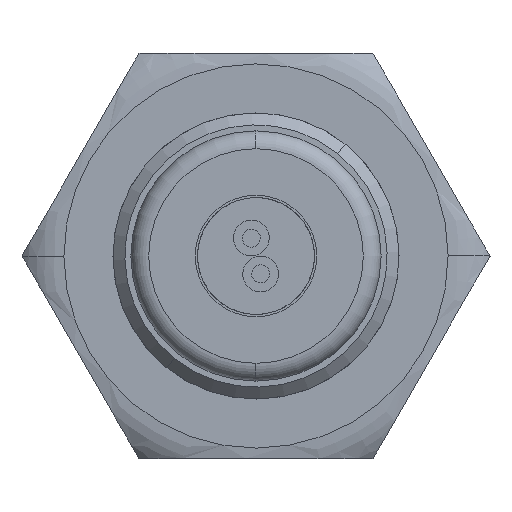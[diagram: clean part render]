
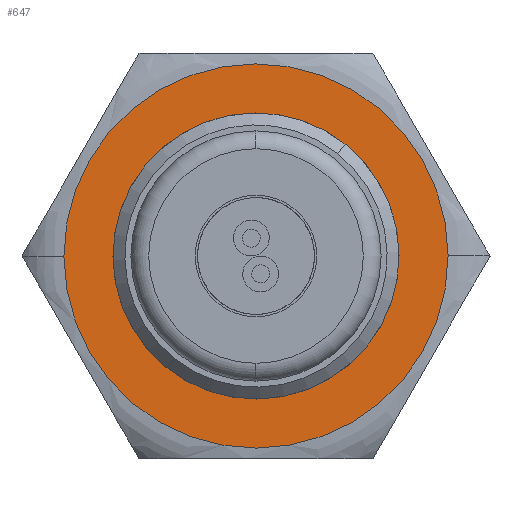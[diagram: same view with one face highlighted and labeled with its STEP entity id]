
A CAD part, front view. The second image highlights one B-rep face of the part: STEP entity #647.
In plain terms, the highlighted face is planar.
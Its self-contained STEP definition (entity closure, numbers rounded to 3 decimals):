
#11 = CARTESIAN_POINT ( 'NONE',  ( -6., 0., 2. ) ) ;
#189 = CIRCLE ( 'NONE', #1632, 8.058 ) ;
#208 = CARTESIAN_POINT ( 'NONE',  ( -8.058, 0., 2. ) ) ;
#243 = DIRECTION ( 'NONE',  ( -1., 0., 0. ) ) ;
#370 = DIRECTION ( 'NONE',  ( 0., 0., 1. ) ) ;
#424 = VERTEX_POINT ( 'NONE', #11 ) ;
#448 = FACE_OUTER_BOUND ( 'NONE', #738, .T. ) ;
#522 = DIRECTION ( 'NONE',  ( 1., 0., 0. ) ) ;
#567 = DIRECTION ( 'NONE',  ( 1., 0., 0. ) ) ;
#606 = CARTESIAN_POINT ( 'NONE',  ( 0., 0., 2. ) ) ;
#618 = EDGE_CURVE ( 'NONE', #940, #1792, #2481, .T. ) ;
#647 = ADVANCED_FACE ( 'NONE', ( #448, #1238 ), #1429, .F. ) ;
#738 = EDGE_LOOP ( 'NONE', ( #1618, #1526 ) ) ;
#759 = CARTESIAN_POINT ( 'NONE',  ( 0., 0., 2. ) ) ;
#856 = EDGE_CURVE ( 'NONE', #966, #424, #1031, .T. ) ;
#900 = EDGE_CURVE ( 'NONE', #1792, #940, #189, .T. ) ;
#924 = ORIENTED_EDGE ( 'NONE', *, *, #856, .F. ) ;
#940 = VERTEX_POINT ( 'NONE', #208 ) ;
#966 = VERTEX_POINT ( 'NONE', #1415 ) ;
#1031 = CIRCLE ( 'NONE', #1496, 6. ) ;
#1033 = DIRECTION ( 'NONE',  ( 1., 0., 0. ) ) ;
#1238 = FACE_BOUND ( 'NONE', #1287, .T. ) ;
#1240 = EDGE_CURVE ( 'NONE', #424, #966, #1455, .T. ) ;
#1287 = EDGE_LOOP ( 'NONE', ( #2325, #924 ) ) ;
#1415 = CARTESIAN_POINT ( 'NONE',  ( 6., 0., 2. ) ) ;
#1429 = PLANE ( 'NONE',  #1759 ) ;
#1455 = CIRCLE ( 'NONE', #2575, 6. ) ;
#1496 = AXIS2_PLACEMENT_3D ( 'NONE', #1582, #2399, #522 ) ;
#1516 = CARTESIAN_POINT ( 'NONE',  ( 8.058, 0., 2. ) ) ;
#1526 = ORIENTED_EDGE ( 'NONE', *, *, #618, .T. ) ;
#1568 = CARTESIAN_POINT ( 'NONE',  ( 0., 0., 2. ) ) ;
#1582 = CARTESIAN_POINT ( 'NONE',  ( 0., 0., 2. ) ) ;
#1618 = ORIENTED_EDGE ( 'NONE', *, *, #900, .T. ) ;
#1632 = AXIS2_PLACEMENT_3D ( 'NONE', #1568, #370, #1727 ) ;
#1727 = DIRECTION ( 'NONE',  ( 1., 0., 0. ) ) ;
#1759 = AXIS2_PLACEMENT_3D ( 'NONE', #606, #2056, #243 ) ;
#1792 = VERTEX_POINT ( 'NONE', #1516 ) ;
#2030 = CARTESIAN_POINT ( 'NONE',  ( 0., 0., 2. ) ) ;
#2056 = DIRECTION ( 'NONE',  ( 0., 0., -1. ) ) ;
#2240 = DIRECTION ( 'NONE',  ( 0., 0., 1. ) ) ;
#2304 = AXIS2_PLACEMENT_3D ( 'NONE', #2030, #2240, #1033 ) ;
#2325 = ORIENTED_EDGE ( 'NONE', *, *, #1240, .F. ) ;
#2399 = DIRECTION ( 'NONE',  ( 0., 0., 1. ) ) ;
#2438 = DIRECTION ( 'NONE',  ( 0., 0., 1. ) ) ;
#2481 = CIRCLE ( 'NONE', #2304, 8.058 ) ;
#2575 = AXIS2_PLACEMENT_3D ( 'NONE', #759, #2438, #567 ) ;
